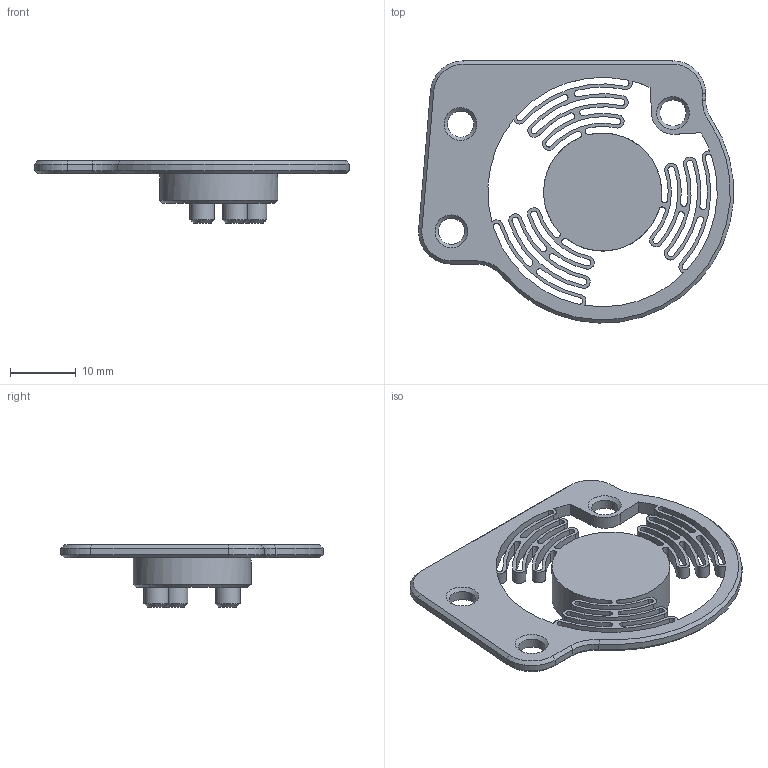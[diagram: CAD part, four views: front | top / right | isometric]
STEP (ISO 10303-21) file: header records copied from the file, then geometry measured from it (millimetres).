
FILE_DESCRIPTION(/* description */ (''),/* implementation_level */ '2;1');
FILE_NAME(/* name */ 'compliant spring gripper 2.step',/* time_stamp */ '2025-03-31T13:54:28+02:00',/* author */ (''),/* organization */ (''),/* preprocessor_version */ 'ST-DEVELOPER v20.1',/* originating_system */ 'Autodesk Translation Framework v14.4.0.0',/* authorisation */ '');
FILE_SCHEMA (('AUTOMOTIVE_DESIGN { 1 0 10303 214 3 1 1 }'));
Length unit declared in the file: millimetre
Products named in the file (1): compliant spring 2
Bounding box: 47.97 x 39.99 x 9.5 mm (x, y, z)
Volume: 3222.7 mm3; surface area: 3946.4 mm2
Topology: 1 solids, 1 shells, 159 faces, 441 edges, 285 vertices
Faces by surface type: cylinder 120, plane 20, cone 19
Full cylindrical faces by diameter (mm): 3.75 x3, 4 x3, 18 x1
Entity records: 5297 total; most frequent: DIRECTION 1026, CARTESIAN_POINT 886, ORIENTED_EDGE 882, EDGE_CURVE 441, AXIS2_PLACEMENT_3D 425, VERTEX_POINT 285, CIRCLE 265, EDGE_LOOP 190
